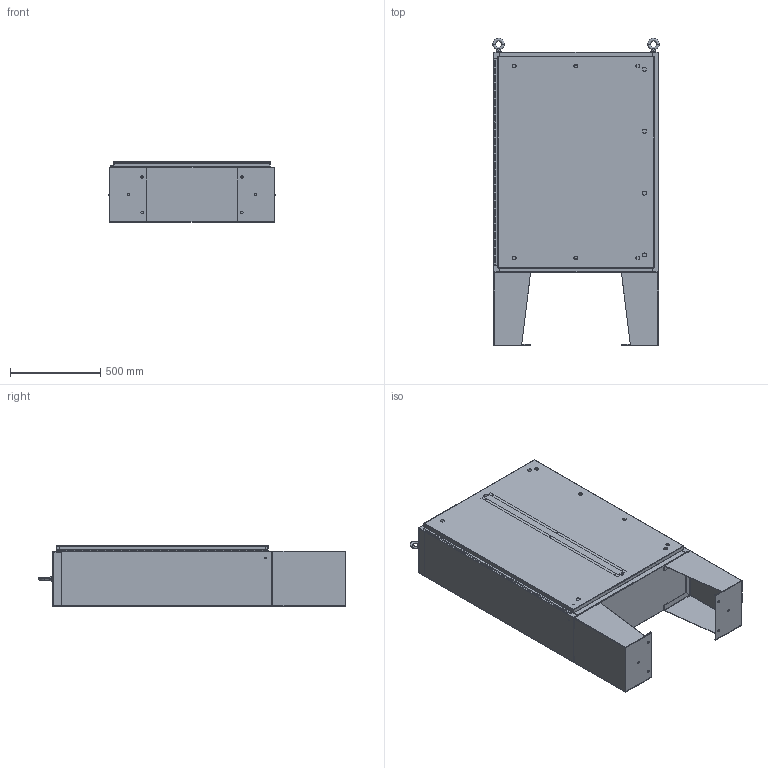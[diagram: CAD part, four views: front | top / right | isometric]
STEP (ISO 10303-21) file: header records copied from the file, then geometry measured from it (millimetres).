
FILE_DESCRIPTION (( 'STEP AP203' ), '1' );
FILE_NAME ('N48HS3612SSWPLSQT.STEP', '2014-03-28T19:05:54', ( 'changeme' ), ( 'Microsoft' ), 'SwSTEP 2.0', 'SolidWorks 2013', '' );
FILE_SCHEMA (( 'CONFIG_CONTROL_DESIGN' ));
Length unit declared in the file: inch
Products named in the file (19): N48HS3612SSWPLSQT Cover; HW-EYE-NH-20425_3014T52; N48HS3612SSWPLSQT Body; N48HS3612SSWPLSQT; N48HS3612SSWPLSQT Bottom; N48HS3612SSWPLSQT Top; N48HS3612SSWPLSQT Hinge Cover Side; 10_30 CD Stud; N48HS3612SSWPLSQT 125 Pin Hinge; N48HS3612SSWPLSQT Backpanel; N48HS3612SSWPLSQT SD-LSK-Stand; Quarter-20 CD Stud; N48HS3612SSWPLSQT Mounting Studs; N48HS3612SSWPLSQT SD-LSK - Base; N48HS3612SSWPLSQT Door Stiffener; N48HS3612SSWPLSQT Hinge Enclosure Side2; N48HS3612SSWPLSQT SD-LSK-ASSY; N48HS3612SSWPLSQT Enclosure Stiffener; Eye-Bolt_Stiffener WMT Template 1921
Assembly tree (35 placements, depth 3):
  N48HS3612SSWPLSQT
    N48HS3612SSWPLSQT Backpanel
    N48HS3612SSWPLSQT Mounting Studs  x8
    N48HS3612SSWPLSQT 125 Pin Hinge
      N48HS3612SSWPLSQT Hinge Enclosure Side2
      N48HS3612SSWPLSQT Hinge Cover Side
    Quarter-20 CD Stud  x2
    N48HS3612SSWPLSQT Door Stiffener
    N48HS3612SSWPLSQT Enclosure Stiffener  x2
    N48HS3612SSWPLSQT Cover
    N48HS3612SSWPLSQT Body
    N48HS3612SSWPLSQT Bottom
    N48HS3612SSWPLSQT Top
    10_30 CD Stud  x6
    N48HS3612SSWPLSQT SD-LSK-ASSY  x2
      N48HS3612SSWPLSQT SD-LSK-Stand
      N48HS3612SSWPLSQT SD-LSK - Base
    Eye-Bolt_Stiffener WMT Template 1921  x2
    HW-EYE-NH-20425_3014T52  x2
Bounding box: 921.27 x 1701.8 x 335.3 mm (x, y, z)
Volume: 12617057 mm3; surface area: 11905258.9 mm2
Topology: 34 solids, 34 shells, 2043 faces, 4947 edges, 3002 vertices
Faces by surface type: plane 1041, cylinder 822, torus 96, cone 52, bspline 32
Entity records: 53350 total; most frequent: CARTESIAN_POINT 9932, DIRECTION 8973, ORIENTED_EDGE 8368, EDGE_CURVE 4184, AXIS2_PLACEMENT_3D 3145, VECTOR 2683, LINE 2683, VERTEX_POINT 2558
